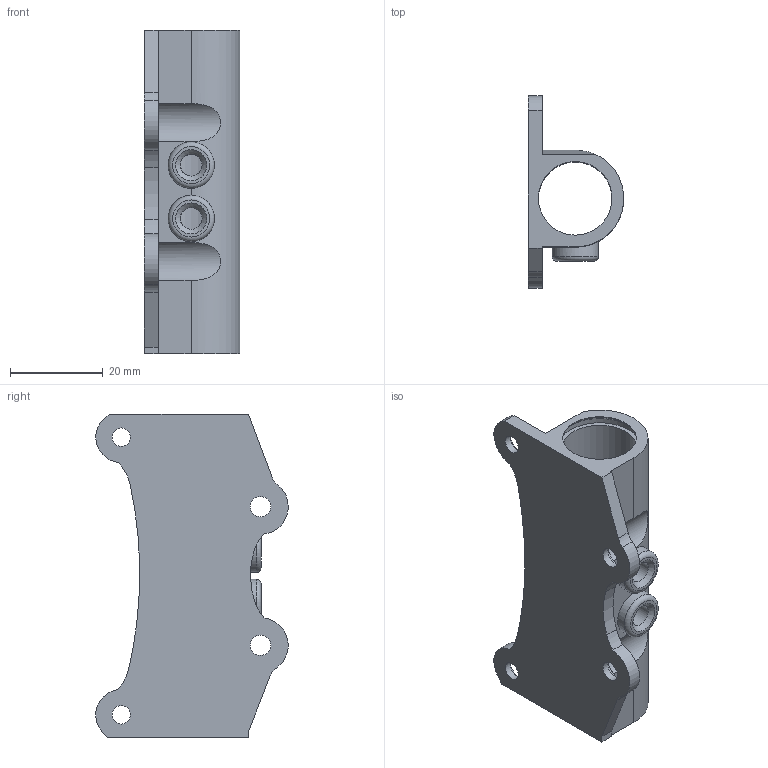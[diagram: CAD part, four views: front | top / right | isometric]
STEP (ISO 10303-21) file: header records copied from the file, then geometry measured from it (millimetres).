
FILE_DESCRIPTION(('FreeCAD Model'),'2;1');
FILE_NAME('x_bearing_holder_V3.7.3.step','2018-02-09T07:54:49',( 'Author'),(''),'Open CASCADE STEP processor 6.9','FreeCAD','Unknown' );
FILE_SCHEMA(('AUTOMOTIVE_DESIGN { 1 0 10303 214 1 1 1 1 }'));
Length unit declared in the file: millimetre
Products named in the file (1): Pad032
Bounding box: 20.57 x 41.56 x 70 mm (x, y, z)
Volume: 14285.4 mm3; surface area: 11151.1 mm2
Topology: 1 solids, 1 shells, 65 faces, 200 edges, 145 vertices
Faces by surface type: cylinder 30, plane 25, bspline 4, cone 4, torus 2
Full cylindrical faces by diameter (mm): 4 x2, 4.4 x2, 4.7 x2, 7.5 x3, 10 x2, 15.9 x3, 17.8 x2
Entity records: 11715 total; most frequent: CARTESIAN_POINT 7834, DIRECTION 695, ORIENTED_EDGE 400, PCURVE 400, DEFINITIONAL_REPRESENTATION 400, LINE 296, VECTOR 296, EDGE_CURVE 200
